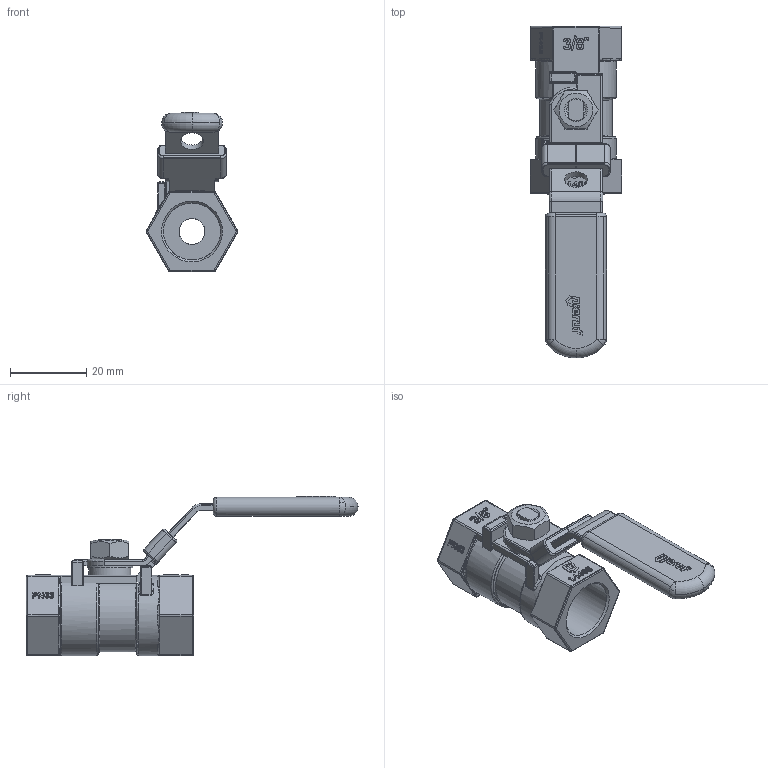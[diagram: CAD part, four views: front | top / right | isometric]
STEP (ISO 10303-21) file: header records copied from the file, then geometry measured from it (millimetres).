
FILE_DESCRIPTION(('HOOPS Exchange Step'),'2;1');
FILE_NAME('GK03_DN10.stp','2025-09-30T09:15:20+02:00',('nieru'),('Unknown organisation'),'HOOPS Exchange 2024.2','HOOPS Exchange','Unknown authorisation');
FILE_SCHEMA( ('AP203_CONFIGURATION_CONTROLLED_3D_DESIGN_OF_MECHANICAL_PARTS_AND_ASSEMBLIES_MIM_LF') );
Length unit declared in the file: millimetre
Products named in the file (2): 0; root
Assembly tree (1 placements, depth 2):
  root
    0
Bounding box: 24.09 x 87.04 x 41.7 mm (x, y, z)
Volume: 15423.8 mm3; surface area: 10178.2 mm2
Topology: 1 solids, 1 shells, 921 faces, 2496 edges, 1598 vertices
Faces by surface type: bspline 405, plane 292, cylinder 159, torus 47, cone 10, sphere 8
Full cylindrical faces by diameter (mm): 6 x1, 6.8 x1, 11 x1, 12 x1, 14.95 x2, 21 x1
Entity records: 49554 total; most frequent: CARTESIAN_POINT 29791, ORIENTED_EDGE 4954, DIRECTION 2597, EDGE_CURVE 2477, VERTEX_POINT 1598, VECTOR 1179, LINE 1179, B_SPLINE_CURVE_WITH_KNOTS 1071
